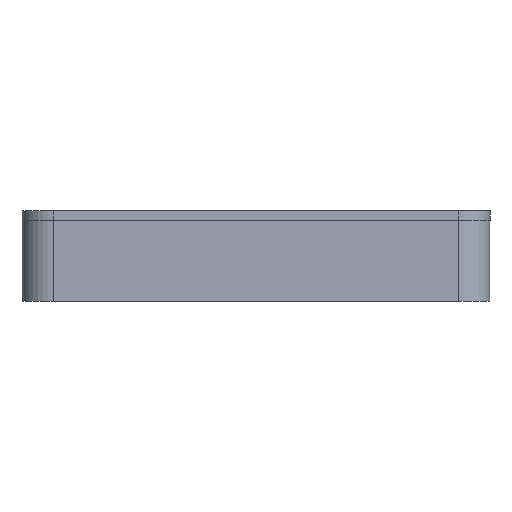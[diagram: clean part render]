
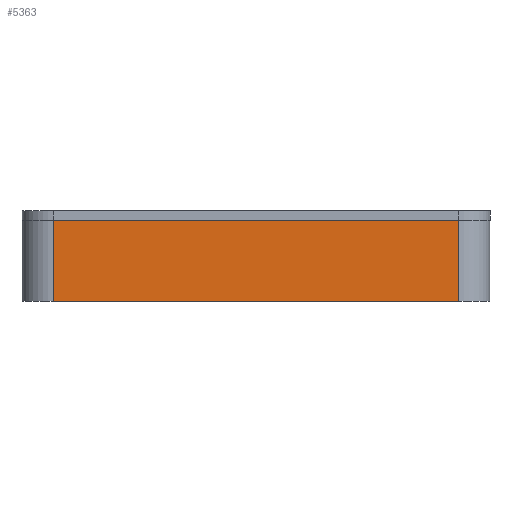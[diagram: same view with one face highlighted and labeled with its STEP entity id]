
A CAD part, left-side view. The second image highlights one B-rep face of the part: STEP entity #5363.
In plain terms, the highlighted planar face has unit normal (-1, 0, 0).
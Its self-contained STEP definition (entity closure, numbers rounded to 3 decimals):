
#564=PLANE('',#5578);
#823=FACE_OUTER_BOUND('',#1134,.T.);
#1134=EDGE_LOOP('',(#4746,#4747,#4748,#4749));
#1509=LINE('',#10103,#1950);
#1514=LINE('',#10129,#1955);
#1526=LINE('',#10164,#1967);
#1527=LINE('',#10166,#1968);
#1950=VECTOR('',#6138,10.);
#1955=VECTOR('',#6165,10.);
#1967=VECTOR('',#6193,10.);
#1968=VECTOR('',#6196,10.);
#2566=VERTEX_POINT('',#10100);
#2567=VERTEX_POINT('',#10102);
#2576=VERTEX_POINT('',#10126);
#2577=VERTEX_POINT('',#10128);
#3284=EDGE_CURVE('',#2566,#2567,#1509,.T.);
#3296=EDGE_CURVE('',#2576,#2577,#1514,.T.);
#3314=EDGE_CURVE('',#2567,#2576,#1526,.T.);
#3315=EDGE_CURVE('',#2577,#2566,#1527,.T.);
#4746=ORIENTED_EDGE('',*,*,#3314,.F.);
#4747=ORIENTED_EDGE('',*,*,#3284,.F.);
#4748=ORIENTED_EDGE('',*,*,#3315,.F.);
#4749=ORIENTED_EDGE('',*,*,#3296,.F.);
#5363=ADVANCED_FACE('',(#823),#564,.T.);
#5578=AXIS2_PLACEMENT_3D('',#10221,#6258,#6259);
#6138=DIRECTION('',(0.,1.,0.));
#6165=DIRECTION('',(0.,-1.,0.));
#6193=DIRECTION('',(0.,0.,1.));
#6196=DIRECTION('',(0.,0.,-1.));
#6258=DIRECTION('center_axis',(-1.,0.,0.));
#6259=DIRECTION('ref_axis',(0.,-1.,0.));
#10100=CARTESIAN_POINT('',(-46.509,-14.549,0.));
#10102=CARTESIAN_POINT('',(-46.509,50.451,0.));
#10103=CARTESIAN_POINT('',(-46.509,-19.549,0.));
#10126=CARTESIAN_POINT('',(-46.509,50.451,13.));
#10128=CARTESIAN_POINT('',(-46.509,-14.549,13.));
#10129=CARTESIAN_POINT('',(-46.509,-19.549,13.));
#10164=CARTESIAN_POINT('',(-46.509,50.451,0.));
#10166=CARTESIAN_POINT('',(-46.509,-14.549,0.));
#10221=CARTESIAN_POINT('Origin',(-46.509,55.451,0.));
